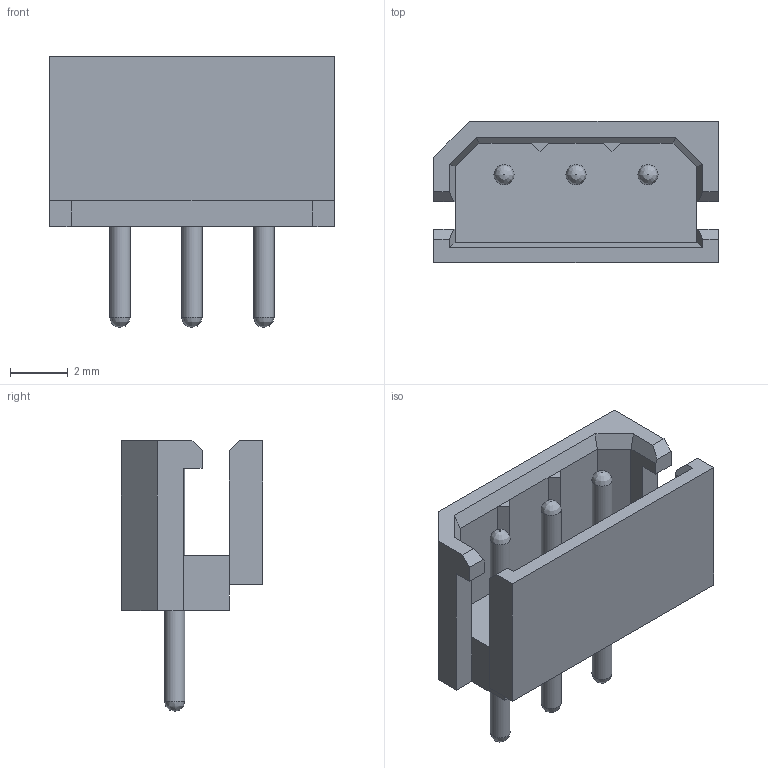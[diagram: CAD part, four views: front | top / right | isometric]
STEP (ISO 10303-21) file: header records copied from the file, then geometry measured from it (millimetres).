
FILE_DESCRIPTION( ( 'Unknown' ), '1' );
FILE_NAME( '64600311622.stp', 'Unknown', ( 'Unknown' ), ( 'Unknown' ), 'PSStep 14.0', 'Unknown', ' ' );
FILE_SCHEMA( ( 'AUTOMOTIVE_DESIGN { 1 0 10303 214 1 1 1 1 }' ) );
Length unit declared in the file: millimetre
Products named in the file (3): Assem1; 6460xx11622_PIN; 64600311622
Assembly tree (4 placements, depth 2):
  Assem1
    6460xx11622_PIN  x3
    64600311622
Bounding box: 9.9 x 4.9 x 9.4 mm (x, y, z)
Volume: 152.2 mm3; surface area: 410.2 mm2
Topology: 4 solids, 4 shells, 69 faces, 164 edges, 103 vertices
Faces by surface type: plane 57, cylinder 6, bspline 6
Full cylindrical faces by diameter (mm): 0.7 x6
Entity records: 2277 total; most frequent: CARTESIAN_POINT 351, ORIENTED_EDGE 282, DIRECTION 275, EDGE_CURVE 141, LINE 131, VECTOR 131, VERTEX_POINT 92, AXIS2_PLACEMENT_3D 72
